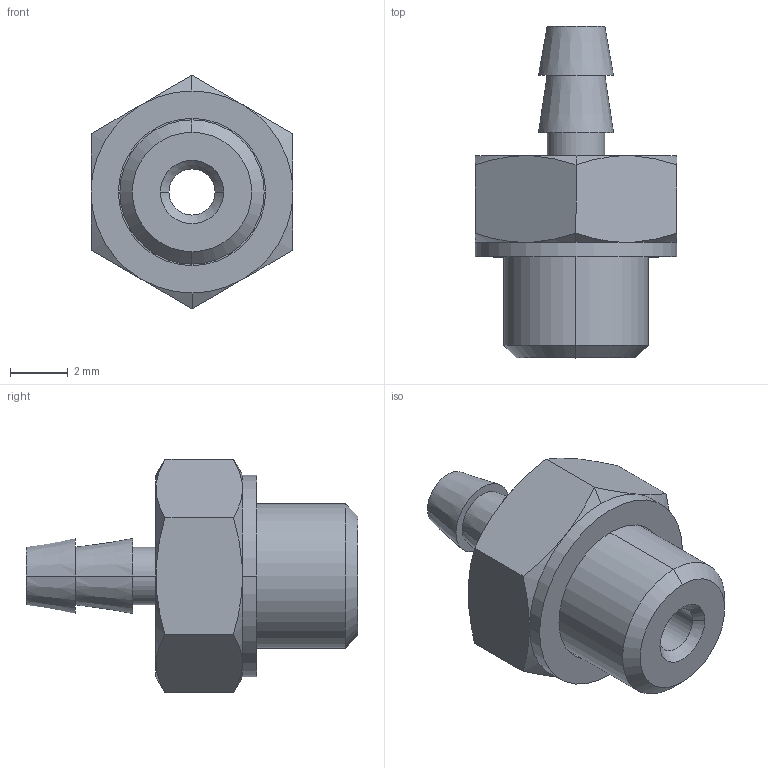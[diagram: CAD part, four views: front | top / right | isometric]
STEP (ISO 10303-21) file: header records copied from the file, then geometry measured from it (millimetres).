
FILE_DESCRIPTION(/* description */ ('VariCAD 2016-1.04 AP-214'),/* implementation_level */ '2;1');
FILE_NAME(/* name */ 'Gerade_Einschraubverbindung_M5-3mm.stp',/* time_stamp */ '2016-09-21T21:18:22+02:00',/* author */ (''),/* organization */ (''),/* preprocessor_version */ 'ST-DEVELOPER v14',/* originating_system */ 'VariCAD 2016-1.04; kernel version (20130303)',/* authorisation */ '');
FILE_SCHEMA (('AUTOMOTIVE_DESIGN'));
Length unit declared in the file: millimetre
Products named in the file (2): Gerade_Einschraubverbindung_M5-3mm; Gerade Einschraubverbindung
Assembly tree (1 placements, depth 2):
  Gerade_Einschraubverbindung_M5-3mm
    Gerade Einschraubverbindung
Bounding box: 7 x 11.5 x 8.08 mm (x, y, z)
Volume: 207.3 mm3; surface area: 320.7 mm2
Topology: 1 solids, 1 shells, 38 faces, 92 edges, 62 vertices
Faces by surface type: plane 14, cylinder 12, cone 12
Entity records: 1301 total; most frequent: CARTESIAN_POINT 256, DIRECTION 214, ORIENTED_EDGE 184, EDGE_CURVE 92, AXIS2_PLACEMENT_3D 92, VERTEX_POINT 62, CIRCLE 50, EDGE_LOOP 46
